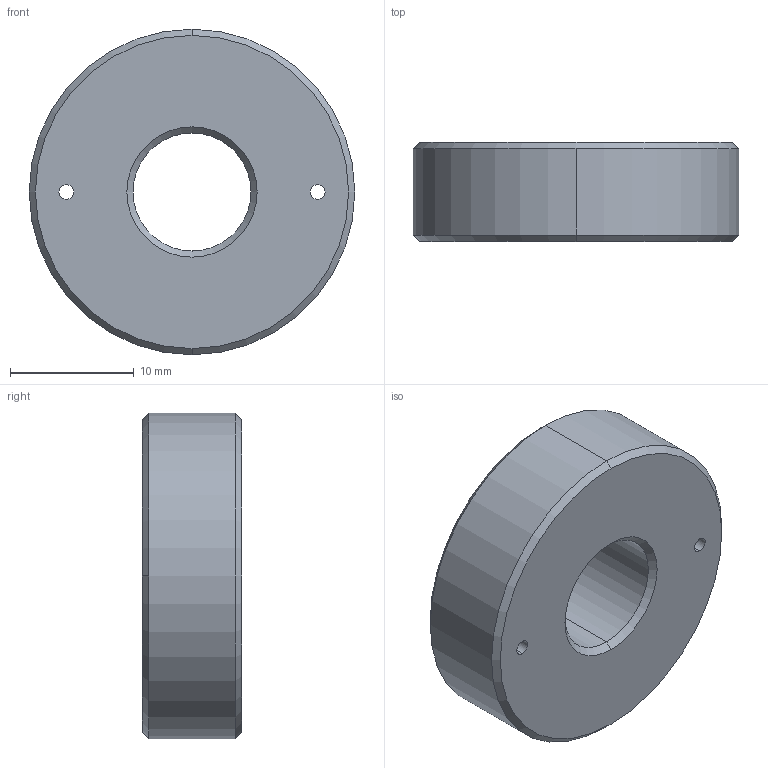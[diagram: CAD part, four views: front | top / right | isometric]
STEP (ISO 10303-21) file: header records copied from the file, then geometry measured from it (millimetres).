
FILE_DESCRIPTION (( 'STEP AP203' ), '1' );
FILE_NAME ('TA1-38A.STEP', '2025-10-17T02:59:54', ( '' ), ( '' ), 'SwSTEP 2.0', 'SolidWorks 2020', '' );
FILE_SCHEMA (( 'CONFIG_CONTROL_DESIGN' ));
Length unit declared in the file: millimetre
Products named in the file (1): TA1-38A
Bounding box: 26.29 x 8 x 26.29 mm (x, y, z)
Volume: 3726.4 mm3; surface area: 1834.3 mm2
Topology: 1 solids, 1 shells, 286 faces, 783 edges, 520 vertices
Faces by surface type: plane 202, bspline 68, cone 8, cylinder 8
Entity records: 10530 total; most frequent: CARTESIAN_POINT 4330, ORIENTED_EDGE 1566, EDGE_CURVE 783, DIRECTION 757, VERTEX_POINT 520, B_SPLINE_CURVE_WITH_KNOTS 490, EDGE_LOOP 313, FACE_OUTER_BOUND 286
